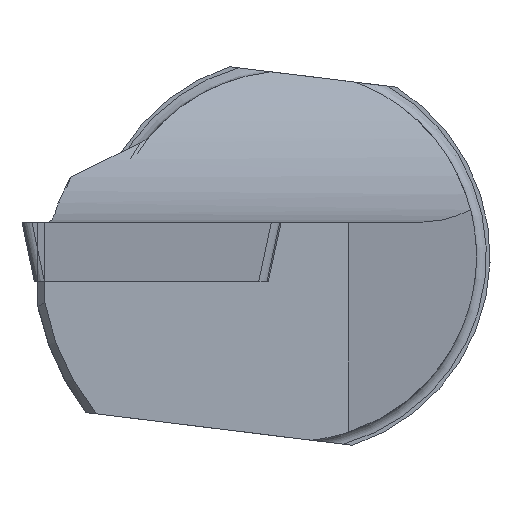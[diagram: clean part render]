
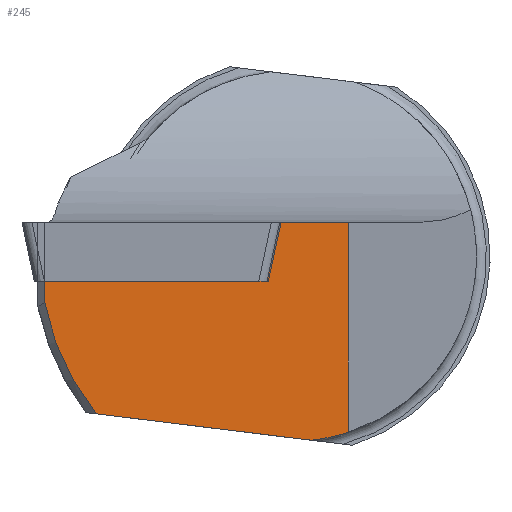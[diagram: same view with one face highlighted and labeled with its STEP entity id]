
A CAD part, left-side view. The second image highlights one B-rep face of the part: STEP entity #245.
In plain terms, the highlighted planar face has unit normal (-1, -0.018, 0).
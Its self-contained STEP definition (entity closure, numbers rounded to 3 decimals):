
#30=B_SPLINE_CURVE_WITH_KNOTS('',3,(#951,#952,#953,#954),.UNSPECIFIED.,
 .F.,.F.,(4,4),(0.,1.),.UNSPECIFIED.);
#87=PLANE('',#715);
#114=FACE_OUTER_BOUND('',#300,.T.);
#133=LINE('',#970,#169);
#142=LINE('',#1039,#178);
#151=LINE('',#1092,#187);
#154=LINE('',#1158,#190);
#169=VECTOR('',#783,1.);
#178=VECTOR('',#794,1.);
#187=VECTOR('',#811,1.);
#190=VECTOR('',#826,1.);
#202=ELLIPSE('',#711,7.451,7.45);
#245=ADVANCED_FACE('',(#114),#87,.F.);
#300=EDGE_LOOP('',(#461,#462,#463,#464,#465,#466));
#461=ORIENTED_EDGE('',*,*,#590,.T.);
#462=ORIENTED_EDGE('',*,*,#631,.F.);
#463=ORIENTED_EDGE('',*,*,#605,.T.);
#464=ORIENTED_EDGE('',*,*,#619,.T.);
#465=ORIENTED_EDGE('',*,*,#574,.F.);
#466=ORIENTED_EDGE('',*,*,#569,.F.);
#502=VERTEX_POINT('',#950);
#503=VERTEX_POINT('',#955);
#505=VERTEX_POINT('',#967);
#521=VERTEX_POINT('',#1038);
#536=VERTEX_POINT('',#1091);
#537=VERTEX_POINT('',#1093);
#569=EDGE_CURVE('',#502,#503,#30,.T.);
#574=EDGE_CURVE('',#503,#505,#133,.T.);
#590=EDGE_CURVE('',#502,#521,#142,.T.);
#605=EDGE_CURVE('',#537,#536,#151,.T.);
#619=EDGE_CURVE('',#536,#505,#154,.T.);
#631=EDGE_CURVE('',#537,#521,#202,.T.);
#711=AXIS2_PLACEMENT_3D('',#1181,#871,#872);
#715=AXIS2_PLACEMENT_3D('',#1185,#879,#880);
#783=DIRECTION('',(0.,0.,1.));
#794=DIRECTION('',(0.017,-0.992,-0.122));
#811=DIRECTION('',(0.,0.,1.));
#826=DIRECTION('',(-0.017,1.,0.));
#871=DIRECTION('',(1.,0.017,0.));
#872=DIRECTION('',(-0.017,1.,0.));
#879=DIRECTION('',(1.,0.017,0.));
#880=DIRECTION('',(0.017,-1.,0.));
#950=CARTESIAN_POINT('',(0.54,-3.274,-7.703));
#951=CARTESIAN_POINT('',(0.54,-3.274,-7.703));
#952=CARTESIAN_POINT('',(0.525,-2.226,-6.413));
#953=CARTESIAN_POINT('',(0.513,-1.507,-4.86));
#954=CARTESIAN_POINT('',(0.504,-1.202,-3.229));
#955=CARTESIAN_POINT('',(0.504,-1.202,-3.229));
#967=CARTESIAN_POINT('',(0.504,-1.202,-0.01));
#970=CARTESIAN_POINT('',(0.504,-1.202,-20.01));
#1038=CARTESIAN_POINT('',(0.691,-11.921,-8.765));
#1039=CARTESIAN_POINT('',(0.525,-2.426,-7.599));
#1091=CARTESIAN_POINT('',(0.717,-13.402,-0.01));
#1092=CARTESIAN_POINT('',(0.717,-13.402,-20.01));
#1093=CARTESIAN_POINT('',(0.717,-13.402,-8.446));
#1158=CARTESIAN_POINT('',(1.025,-31.058,-0.01));
#1181=CARTESIAN_POINT('',(0.677,-11.102,-1.36));
#1185=CARTESIAN_POINT('',(0.499,-0.902,-20.01));
